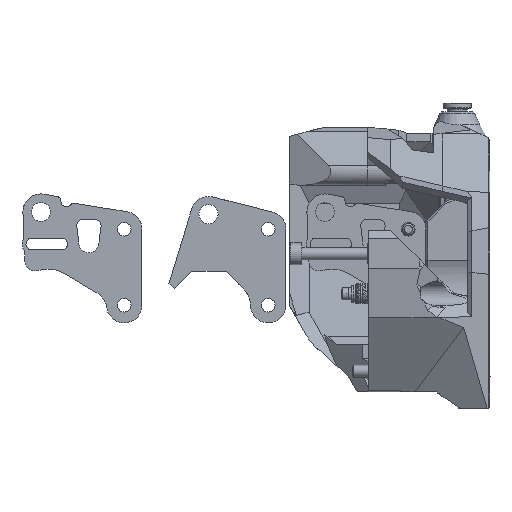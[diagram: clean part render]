
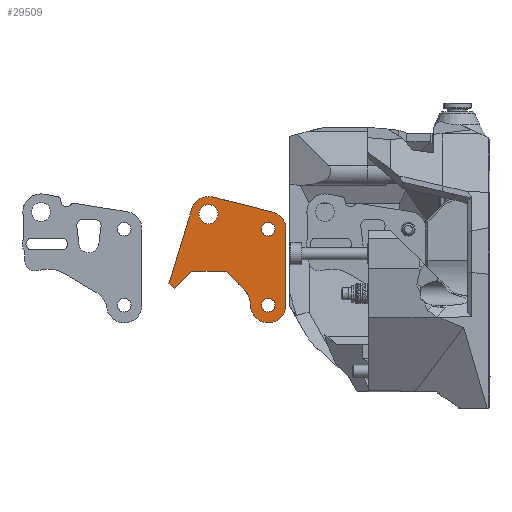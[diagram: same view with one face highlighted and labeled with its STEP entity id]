
A CAD part, left-side view. The second image highlights one B-rep face of the part: STEP entity #29509.
In plain terms, the highlighted planar face has unit normal (-1, 0, 0).
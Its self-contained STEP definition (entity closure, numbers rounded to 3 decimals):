
#565=FACE_BOUND('',#4422,.T.);
#566=FACE_BOUND('',#4423,.T.);
#567=FACE_BOUND('',#4424,.T.);
#802=PLANE('',#31839);
#2650=FACE_OUTER_BOUND('',#4421,.T.);
#4421=EDGE_LOOP('',(#21530,#21531,#21532,#21533,#21534,#21535,#21536,#21537,
#21538,#21539,#21540));
#4422=EDGE_LOOP('',(#21541));
#4423=EDGE_LOOP('',(#21542));
#4424=EDGE_LOOP('',(#21543));
#6449=LINE('',#46636,#9206);
#6458=LINE('',#46666,#9215);
#6459=LINE('',#46670,#9216);
#6460=LINE('',#46673,#9217);
#6461=LINE('',#46675,#9218);
#6462=LINE('',#46677,#9219);
#6463=LINE('',#46678,#9220);
#9206=VECTOR('',#35616,10.);
#9215=VECTOR('',#35651,10.);
#9216=VECTOR('',#35654,10.);
#9217=VECTOR('',#35657,10.);
#9218=VECTOR('',#35658,10.);
#9219=VECTOR('',#35659,10.);
#9220=VECTOR('',#35660,10.);
#12005=CIRCLE('',#31828,6.);
#12006=CIRCLE('',#31830,4.425);
#12008=CIRCLE('',#31834,1.7);
#12010=CIRCLE('',#31838,1.7);
#12011=CIRCLE('',#31840,4.425);
#12012=CIRCLE('',#31841,4.4);
#12013=CIRCLE('',#31842,2.4);
#13188=VERTEX_POINT('',#46633);
#13189=VERTEX_POINT('',#46635);
#13190=VERTEX_POINT('',#46639);
#13191=VERTEX_POINT('',#46641);
#13192=VERTEX_POINT('',#46645);
#13194=VERTEX_POINT('',#46653);
#13196=VERTEX_POINT('',#46661);
#13197=VERTEX_POINT('',#46665);
#13198=VERTEX_POINT('',#46667);
#13199=VERTEX_POINT('',#46669);
#13200=VERTEX_POINT('',#46672);
#13201=VERTEX_POINT('',#46674);
#13202=VERTEX_POINT('',#46676);
#13203=VERTEX_POINT('',#46679);
#16331=EDGE_CURVE('',#13188,#13189,#6449,.T.);
#16334=EDGE_CURVE('',#13190,#13191,#12005,.T.);
#16337=EDGE_CURVE('',#13190,#13192,#12006,.T.);
#16341=EDGE_CURVE('',#13194,#13194,#12008,.T.);
#16345=EDGE_CURVE('',#13196,#13196,#12010,.T.);
#16346=EDGE_CURVE('',#13192,#13197,#6458,.T.);
#16347=EDGE_CURVE('',#13197,#13198,#12011,.T.);
#16348=EDGE_CURVE('',#13198,#13199,#6459,.T.);
#16349=EDGE_CURVE('',#13189,#13199,#12012,.T.);
#16350=EDGE_CURVE('',#13200,#13188,#6460,.T.);
#16351=EDGE_CURVE('',#13201,#13200,#6461,.T.);
#16352=EDGE_CURVE('',#13201,#13202,#6462,.T.);
#16353=EDGE_CURVE('',#13191,#13202,#6463,.T.);
#16354=EDGE_CURVE('',#13203,#13203,#12013,.T.);
#21530=ORIENTED_EDGE('',*,*,#16334,.F.);
#21531=ORIENTED_EDGE('',*,*,#16337,.T.);
#21532=ORIENTED_EDGE('',*,*,#16346,.T.);
#21533=ORIENTED_EDGE('',*,*,#16347,.T.);
#21534=ORIENTED_EDGE('',*,*,#16348,.T.);
#21535=ORIENTED_EDGE('',*,*,#16349,.F.);
#21536=ORIENTED_EDGE('',*,*,#16331,.F.);
#21537=ORIENTED_EDGE('',*,*,#16350,.F.);
#21538=ORIENTED_EDGE('',*,*,#16351,.F.);
#21539=ORIENTED_EDGE('',*,*,#16352,.T.);
#21540=ORIENTED_EDGE('',*,*,#16353,.F.);
#21541=ORIENTED_EDGE('',*,*,#16341,.T.);
#21542=ORIENTED_EDGE('',*,*,#16345,.T.);
#21543=ORIENTED_EDGE('',*,*,#16354,.F.);
#29509=ADVANCED_FACE('',(#2650,#565,#566,#567),#802,.F.);
#31828=AXIS2_PLACEMENT_3D('',#46642,#35621,#35622);
#31830=AXIS2_PLACEMENT_3D('',#46647,#35627,#35628);
#31834=AXIS2_PLACEMENT_3D('',#46655,#35637,#35638);
#31838=AXIS2_PLACEMENT_3D('',#46663,#35647,#35648);
#31839=AXIS2_PLACEMENT_3D('',#46664,#35649,#35650);
#31840=AXIS2_PLACEMENT_3D('',#46668,#35652,#35653);
#31841=AXIS2_PLACEMENT_3D('',#46671,#35655,#35656);
#31842=AXIS2_PLACEMENT_3D('',#46680,#35661,#35662);
#35616=DIRECTION('',(0.,-0.29,0.957));
#35621=DIRECTION('center_axis',(-1.,0.,0.));
#35622=DIRECTION('ref_axis',(0.,-0.923,0.385));
#35627=DIRECTION('center_axis',(-1.,0.,0.));
#35628=DIRECTION('ref_axis',(0.,1.,0.));
#35637=DIRECTION('center_axis',(1.,0.,0.));
#35638=DIRECTION('ref_axis',(0.,1.,0.));
#35647=DIRECTION('center_axis',(1.,0.,0.));
#35648=DIRECTION('ref_axis',(0.,1.,0.));
#35649=DIRECTION('center_axis',(1.,0.,0.));
#35650=DIRECTION('ref_axis',(0.,1.,0.));
#35651=DIRECTION('',(0.,0.,1.));
#35652=DIRECTION('center_axis',(-1.,0.,0.));
#35653=DIRECTION('ref_axis',(0.,1.,0.));
#35654=DIRECTION('',(0.,0.969,0.245));
#35655=DIRECTION('center_axis',(1.,0.,0.));
#35656=DIRECTION('ref_axis',(0.,1.,0.));
#35657=DIRECTION('',(0.,0.706,0.708));
#35658=DIRECTION('',(0.,0.708,-0.706));
#35659=DIRECTION('',(0.,-1.,-0.002));
#35660=DIRECTION('',(0.,0.706,0.708));
#35661=DIRECTION('center_axis',(-1.,0.,0.));
#35662=DIRECTION('ref_axis',(0.,1.,0.));
#46633=CARTESIAN_POINT('',(19.086,39.044,92.718));
#46635=CARTESIAN_POINT('',(19.086,33.376,111.43));
#46636=CARTESIAN_POINT('',(19.086,39.044,92.718));
#46639=CARTESIAN_POINT('',(19.086,18.65,87.316));
#46641=CARTESIAN_POINT('',(19.086,20.399,91.504));
#46642=CARTESIAN_POINT('Origin',(19.086,24.65,87.27));
#46645=CARTESIAN_POINT('',(19.086,9.8,87.35));
#46647=CARTESIAN_POINT('Origin',(19.086,14.225,87.35));
#46653=CARTESIAN_POINT('',(19.086,12.525,87.35));
#46655=CARTESIAN_POINT('Origin',(19.086,14.225,87.35));
#46661=CARTESIAN_POINT('',(19.086,12.525,106.35));
#46663=CARTESIAN_POINT('Origin',(19.086,14.225,106.35));
#46664=CARTESIAN_POINT('Origin',(19.086,23.635,98.952));
#46665=CARTESIAN_POINT('',(19.086,9.8,106.35));
#46666=CARTESIAN_POINT('',(19.086,9.8,86.));
#46667=CARTESIAN_POINT('',(19.086,13.14,110.64));
#46668=CARTESIAN_POINT('Origin',(19.086,14.225,106.35));
#46669=CARTESIAN_POINT('',(19.086,28.102,114.424));
#46670=CARTESIAN_POINT('',(19.086,28.102,114.424));
#46671=CARTESIAN_POINT('Origin',(19.086,29.165,110.154));
#46672=CARTESIAN_POINT('',(19.086,37.774,91.443));
#46673=CARTESIAN_POINT('',(19.086,37.774,91.443));
#46674=CARTESIAN_POINT('',(19.086,33.365,95.835));
#46675=CARTESIAN_POINT('',(19.086,33.365,95.835));
#46676=CARTESIAN_POINT('',(19.086,24.696,95.818));
#46677=CARTESIAN_POINT('',(19.086,33.365,95.835));
#46678=CARTESIAN_POINT('',(19.086,21.289,92.397));
#46679=CARTESIAN_POINT('',(19.086,26.765,110.154));
#46680=CARTESIAN_POINT('Origin',(19.086,29.165,110.154));
